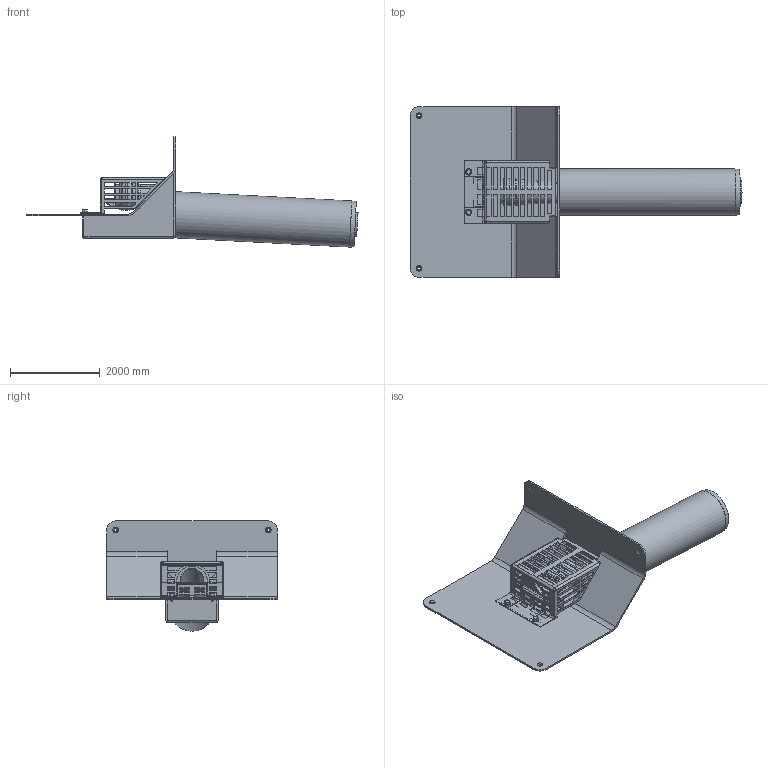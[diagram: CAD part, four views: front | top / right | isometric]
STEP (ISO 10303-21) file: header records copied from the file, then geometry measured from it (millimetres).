
FILE_DESCRIPTION(/* description */ (''),/* implementation_level */ '2;1');
FILE_NAME(/* name */ '13481.100X_3D.stp',/* time_stamp */ '2024-12-11T14:47:02+01:00',/* author */ ('CAD'),/* organization */ (''),/* preprocessor_version */ 'ST-DEVELOPER v20',/* originating_system */ 'AutoCAD Mechanical',/* authorisation */ '');
FILE_SCHEMA (('AUTOMOTIVE_DESIGN { 1 0 10303 214 3 1 1 }'));
Length unit declared in the file: centimetre
Products named in the file (3): Product; *S0; Einsteckwehr Notablauf DN50
Assembly tree (2 placements, depth 2):
  Product
    *S0
    Einsteckwehr Notablauf DN50
Bounding box: 7394.58 x 3800 x 2454.26 mm (x, y, z)
Volume: 1138459436 mm3; surface area: 99318974.8 mm2
Topology: 12 solids, 12 shells, 537 faces, 1522 edges, 993 vertices
Faces by surface type: plane 362, cylinder 107, cone 36, torus 20, bspline 10, sphere 2
Full cylindrical faces by diameter (mm): 50 x2, 60 x2, 66 x4, 90 x2, 510 x5, 530 x5, 558 x1, 578 x1, 581.206 x1, 598 x2, 618 x1, 1000 x1, 1030 x1
Entity records: 18068 total; most frequent: CARTESIAN_POINT 3649, ORIENTED_EDGE 3032, DIRECTION 2867, EDGE_CURVE 1516, LINE 1109, VECTOR 1109, VERTEX_POINT 985, AXIS2_PLACEMENT_3D 879
